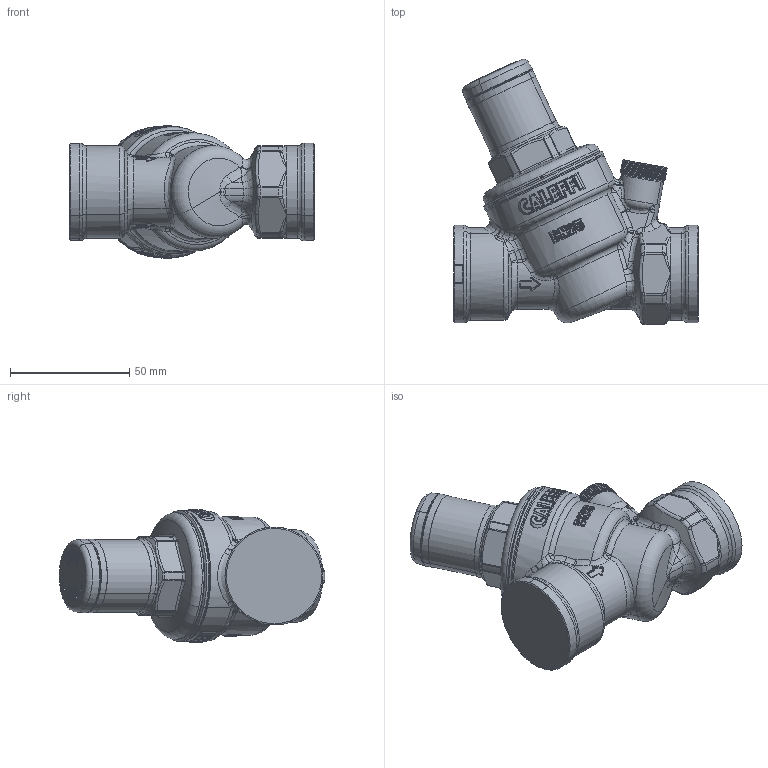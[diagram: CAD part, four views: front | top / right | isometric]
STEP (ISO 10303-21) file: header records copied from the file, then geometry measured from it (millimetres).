
FILE_DESCRIPTION(('CATIA V5 STEP Exchange','CAx-IF Rec.Pracs.--- Model Styling and Organization---1.5--- 2016-08-15','CAx-IF Rec.Pracs.---Supplemental Geometry---1.0---2011-11-01','CAx-IF Rec.Pracs.--- Composite Materials ---3.4---2017-06-13','CAx-IF Rec.Pracs.---Tessellated 3D Geometry---1.0---2015-12-17'),'2;1');
FILE_NAME('STEP_533460H_LTC_-_TST.stp','2025-10-30T14:20:23+00:00',('none'),('none'),'CATIA Version 5-6 Release 2020 SP5','CATIA V5 STEP AP242 v2','none');
FILE_SCHEMA(('AP242_MANAGED_MODEL_BASED_3D_ENGINEERING_MIM_LF {1 0 10303 442 1 1 4}'));
Products named in the file (1): 533460H LTC - TST
Bounding box: 102.5 x 111.3 x 55.4 mm (x, y, z)
Volume: 223243.8 mm3; surface area: 29039.7 mm2
Topology: 1 solids, 2 shells, 2546 faces, 6265 edges, 3558 vertices
Faces by surface type: bspline 1154, plane 576, cylinder 352, sphere 181, extrusion 158, torus 99, cone 26
Entity records: 137437 total; most frequent: CARTESIAN_POINT 91506, ORIENTED_EDGE 12064, EDGE_CURVE 6032, DIRECTION 4178, B_SPLINE_CURVE_WITH_KNOTS 4096, VERTEX_POINT 3558, EDGE_LOOP 2614, ADVANCED_FACE 2546
